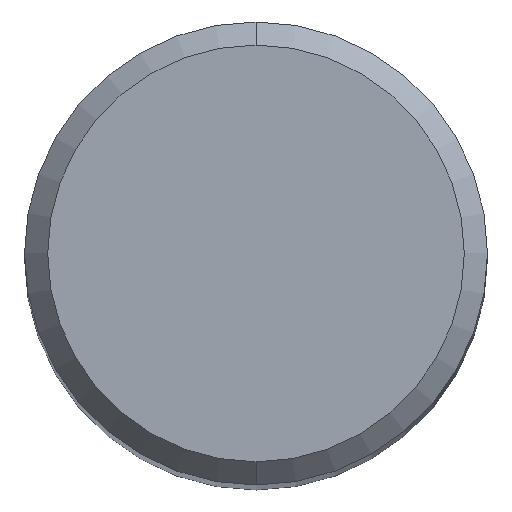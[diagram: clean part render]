
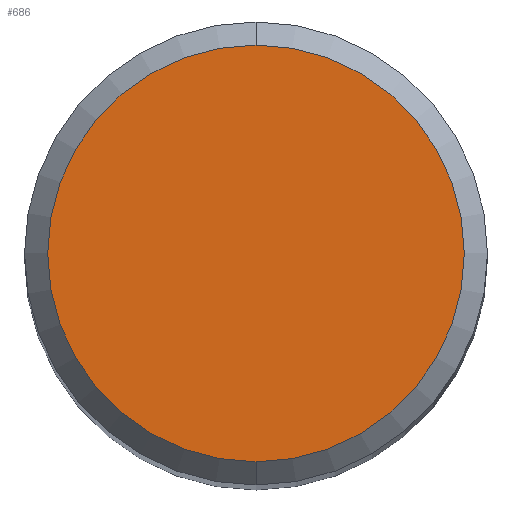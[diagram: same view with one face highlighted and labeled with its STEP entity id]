
A CAD part, top view. The second image highlights one B-rep face of the part: STEP entity #686.
In plain terms, the highlighted planar face has unit normal (0, 0, 1).
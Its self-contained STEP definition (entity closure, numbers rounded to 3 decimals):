
#516=VERTEX_POINT('',#1169);
#662=VERTEX_POINT('',#1324);
#686=ADVANCED_FACE('',(#1350),#1351,.T.);
#750=EDGE_CURVE('',#662,#516,#1421,.T.);
#942=EDGE_CURVE('',#516,#662,#1635,.T.);
#1169=CARTESIAN_POINT('',(0.0,3.6,0.0));
#1324=CARTESIAN_POINT('',(0.,-3.6,0.0));
#1350=FACE_OUTER_BOUND('',#5240,.T.);
#1351=PLANE('',#5241);
#1421=CIRCLE('',#6042,3.6);
#1635=CIRCLE('',#11212,3.6);
#5240=EDGE_LOOP('',(#11609,#11610));
#5241=AXIS2_PLACEMENT_3D('',#11611,#11612,#11613);
#6042=AXIS2_PLACEMENT_3D('',#11675,#11676,#11677);
#11212=AXIS2_PLACEMENT_3D('',#11922,#11923,#11924);
#11609=ORIENTED_EDGE('',*,*,#942,.F.);
#11610=ORIENTED_EDGE('',*,*,#750,.F.);
#11611=CARTESIAN_POINT('',(0.0,1.8,0.0));
#11612=DIRECTION('',(-0.0,0.0,1.0));
#11613=DIRECTION('',(0.0,-1.0,0.0));
#11675=CARTESIAN_POINT('',(0.0,0.0,0.0));
#11676=DIRECTION('',(0.0,0.0,-1.0));
#11677=DIRECTION('',(0.0,1.0,0.0));
#11922=CARTESIAN_POINT('',(0.0,0.0,0.0));
#11923=DIRECTION('',(0.0,0.0,-1.0));
#11924=DIRECTION('',(0.0,1.0,0.0));
